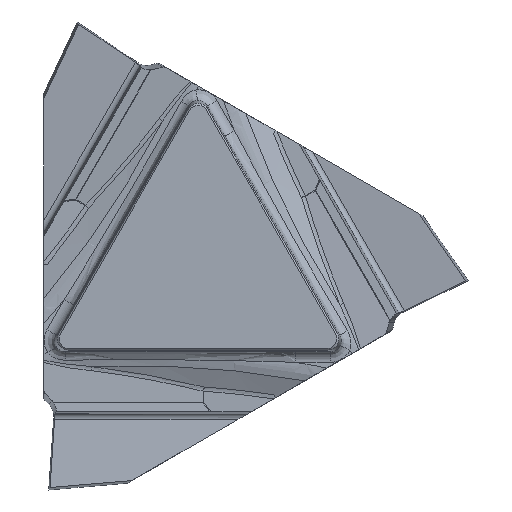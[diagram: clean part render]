
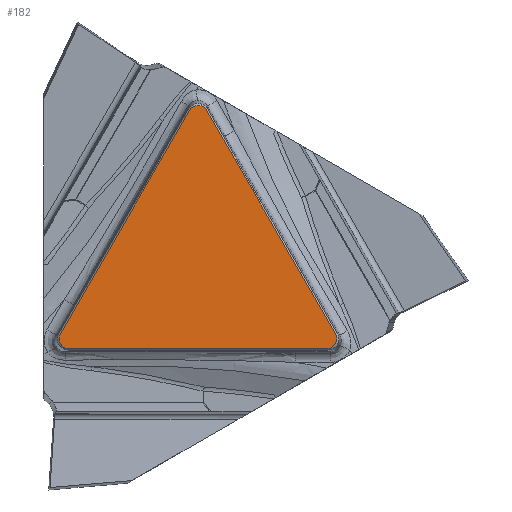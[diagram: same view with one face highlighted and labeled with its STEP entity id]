
A CAD part, left-side view. The second image highlights one B-rep face of the part: STEP entity #182.
In plain terms, the highlighted planar face has unit normal (-1, 0, 0).
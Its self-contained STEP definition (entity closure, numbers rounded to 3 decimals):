
#182=ADVANCED_FACE('',(#333),#286,.T.);
#286=PLANE('',#1854);
#333=FACE_OUTER_BOUND('',#437,.T.);
#437=EDGE_LOOP('',(#838,#839,#840,#841,#842,#843));
#569=LINE('',#2655,#692);
#570=LINE('',#2662,#693);
#571=LINE('',#2669,#694);
#692=VECTOR('',#2081,1.);
#693=VECTOR('',#2082,1.);
#694=VECTOR('',#2083,1.);
#838=ORIENTED_EDGE('',*,*,#1534,.T.);
#839=ORIENTED_EDGE('',*,*,#1535,.T.);
#840=ORIENTED_EDGE('',*,*,#1536,.T.);
#841=ORIENTED_EDGE('',*,*,#1537,.T.);
#842=ORIENTED_EDGE('',*,*,#1538,.T.);
#843=ORIENTED_EDGE('',*,*,#1539,.T.);
#1366=VERTEX_POINT('',#2653);
#1367=VERTEX_POINT('',#2654);
#1368=VERTEX_POINT('',#2656);
#1369=VERTEX_POINT('',#2661);
#1370=VERTEX_POINT('',#2663);
#1371=VERTEX_POINT('',#2668);
#1534=EDGE_CURVE('',#1366,#1367,#1764,.T.);
#1535=EDGE_CURVE('',#1367,#1368,#569,.T.);
#1536=EDGE_CURVE('',#1368,#1369,#1765,.T.);
#1537=EDGE_CURVE('',#1369,#1370,#570,.T.);
#1538=EDGE_CURVE('',#1370,#1371,#1766,.T.);
#1539=EDGE_CURVE('',#1371,#1366,#571,.T.);
#1764=B_SPLINE_CURVE_WITH_KNOTS('',3,(#2649,#2650,#2651,#2652),
 .UNSPECIFIED.,.F.,.F.,(4,4),(0.,1.),.UNSPECIFIED.);
#1765=B_SPLINE_CURVE_WITH_KNOTS('',3,(#2657,#2658,#2659,#2660),
 .UNSPECIFIED.,.F.,.F.,(4,4),(0.,1.),.UNSPECIFIED.);
#1766=B_SPLINE_CURVE_WITH_KNOTS('',3,(#2664,#2665,#2666,#2667),
 .UNSPECIFIED.,.F.,.F.,(4,4),(0.,1.),.UNSPECIFIED.);
#1854=AXIS2_PLACEMENT_3D('',#2670,#2084,#2085);
#2081=DIRECTION('',(0.,0.5,0.866));
#2082=DIRECTION('',(0.,0.5,-0.866));
#2083=DIRECTION('',(0.,-1.,0.));
#2084=DIRECTION('',(-1.,0.,0.));
#2085=DIRECTION('',(0.,0.,-1.));
#2649=CARTESIAN_POINT('',(-5.54,-5.976,-3.876));
#2650=CARTESIAN_POINT('',(-5.54,-6.286,-3.877));
#2651=CARTESIAN_POINT('',(-5.54,-6.485,-3.479));
#2652=CARTESIAN_POINT('',(-5.54,-6.345,-3.237));
#2653=CARTESIAN_POINT('',(-5.54,-5.976,-3.876));
#2654=CARTESIAN_POINT('',(-5.54,-6.345,-3.237));
#2655=CARTESIAN_POINT('',(-5.54,-6.343,-3.234));
#2656=CARTESIAN_POINT('',(-5.54,-0.369,7.114));
#2657=CARTESIAN_POINT('',(-5.54,-0.369,7.114));
#2658=CARTESIAN_POINT('',(-5.54,-0.214,7.382));
#2659=CARTESIAN_POINT('',(-5.54,0.23,7.356));
#2660=CARTESIAN_POINT('',(-5.54,0.369,7.114));
#2661=CARTESIAN_POINT('',(-5.54,0.369,7.114));
#2662=CARTESIAN_POINT('',(-5.54,0.371,7.11));
#2663=CARTESIAN_POINT('',(-5.54,6.345,-3.237));
#2664=CARTESIAN_POINT('',(-5.54,6.345,-3.237));
#2665=CARTESIAN_POINT('',(-5.54,6.5,-3.506));
#2666=CARTESIAN_POINT('',(-5.54,6.255,-3.877));
#2667=CARTESIAN_POINT('',(-5.54,5.976,-3.876));
#2668=CARTESIAN_POINT('',(-5.54,5.976,-3.876));
#2669=CARTESIAN_POINT('',(-5.54,5.972,-3.876));
#2670=CARTESIAN_POINT('',(-5.54,0.,0.));
